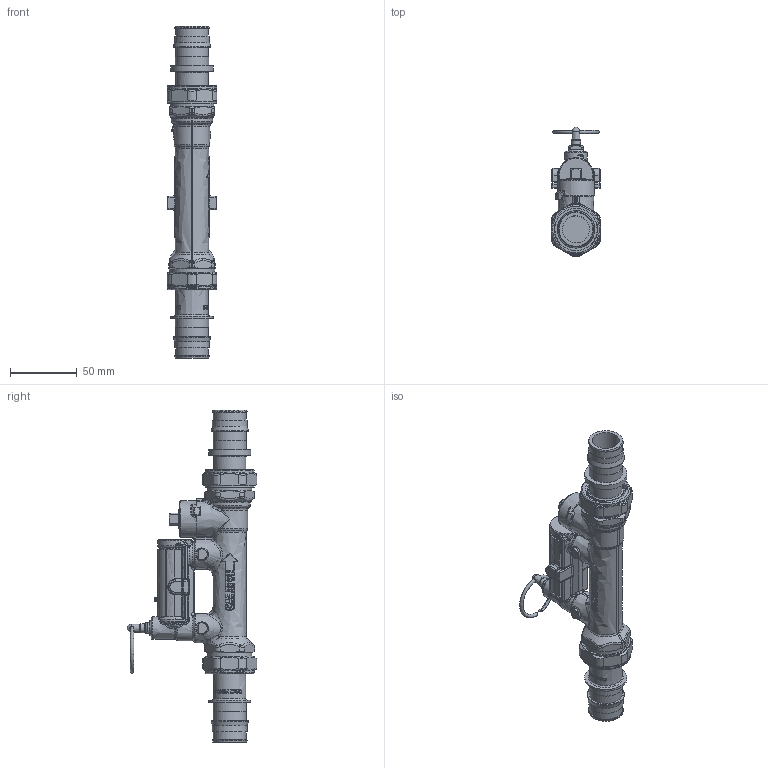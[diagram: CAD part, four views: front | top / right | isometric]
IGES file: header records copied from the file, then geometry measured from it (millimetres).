
Global section: file name: 132632AFC; native system: Autodesk Inventor 2025; preprocessor: unknown; author: ischreiner; date: 20250716.084303; units: centimetre
Bounding box: 37 x 97.4 x 249.52 mm (x, y, z)
Volume: 191702 mm3; surface area: 61625.2 mm2
Topology: 8 solids, 10 shells, 2476 faces, 6086 edges, 3599 vertices
Faces by surface type: bspline 2476
